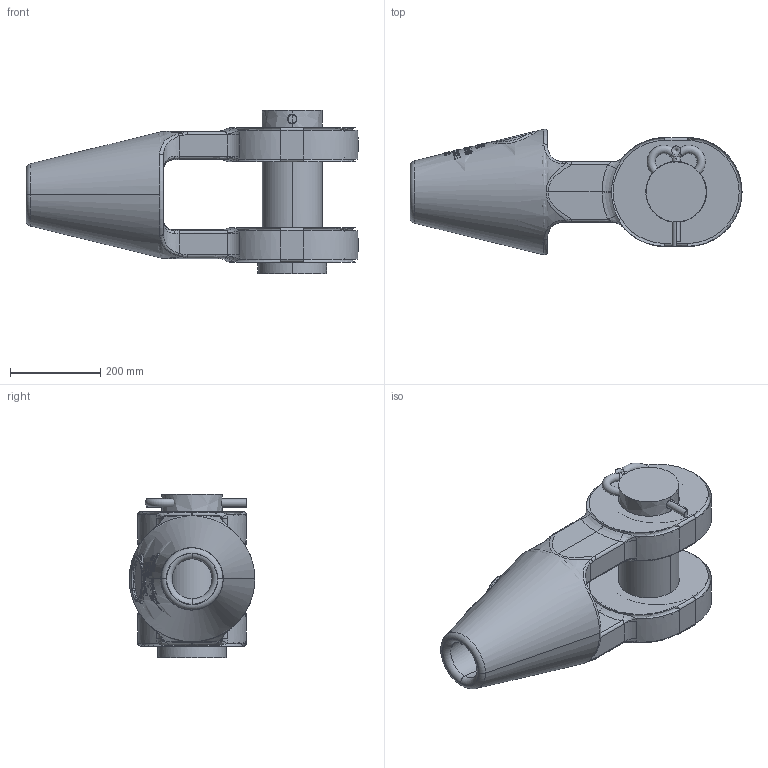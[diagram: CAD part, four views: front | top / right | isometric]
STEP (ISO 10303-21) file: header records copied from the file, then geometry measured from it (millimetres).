
FILE_DESCRIPTION((''),'2;1');
FILE_NAME('CROSBY_416_312_1041679-1041688','2011-08-31T',('Alan Doughty'),('The Crosby Group LLC'),'PRO/ENGINEER BY PARAMETRIC TECHNOLOGY CORPORATION, 2010230','PRO/ENGINEER BY PARAMETRIC TECHNOLOGY CORPORATION, 2010230','');
FILE_SCHEMA(('CONFIG_CONTROL_DESIGN'));
Products named in the file (1): CROSBY_416_312_1041679-1041688
Bounding box: 736.6 x 278.77 x 361.95 mm (x, y, z)
Surface area: 1383043.9 mm2 (no closed solid volume)
Topology: 0 solids, 0 shells, 770 faces, 4178 edges, 4157 vertices
Faces by surface type: bspline 739, torus 31
Entity records: 68181 total; most frequent: CARTESIAN_POINT 39636, DEFINITIONAL_REPRESENTATION 4136, PCURVE 4136, COMPOSITE_CURVE_SEGMENT 4136, B_SPLINE_CURVE_WITH_KNOTS 3763, DIRECTION 2685, TRIMMED_CURVE 2441, VECTOR 2259
